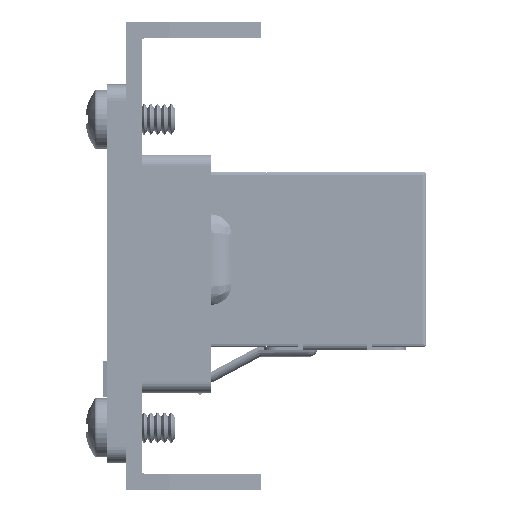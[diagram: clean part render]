
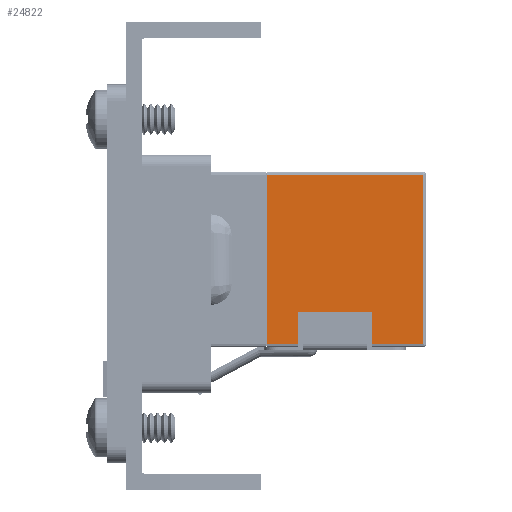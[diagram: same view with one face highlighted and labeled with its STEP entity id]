
A CAD part, left-side view. The second image highlights one B-rep face of the part: STEP entity #24822.
In plain terms, the highlighted face is planar.
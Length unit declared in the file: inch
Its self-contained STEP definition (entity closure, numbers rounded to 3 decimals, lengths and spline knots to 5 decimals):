
#15450 = AXIS2_PLACEMENT_3D ( 'NONE', #48243, #48244, #48245 ) ;
#22269 = LINE ( 'NONE', #32742, #22271 ) ;
#22271 = VECTOR ( 'NONE', #32773, 39.37008 ) ;
#22279 = LINE ( 'NONE', #32835, #22281 ) ;
#22281 = VECTOR ( 'NONE', #32872, 39.37008 ) ;
#22282 = LINE ( 'NONE', #32893, #22285 ) ;
#22285 = VECTOR ( 'NONE', #32905, 39.37008 ) ;
#22291 = LINE ( 'NONE', #32966, #22294 ) ;
#22294 = VECTOR ( 'NONE', #32969, 39.37008 ) ;
#22299 = LINE ( 'NONE', #32998, #22302 ) ;
#22302 = VECTOR ( 'NONE', #33001, 39.37008 ) ;
#22304 = LINE ( 'NONE', #33023, #22305 ) ;
#22305 = VECTOR ( 'NONE', #33038, 39.37008 ) ;
#22315 = LINE ( 'NONE', #33062, #22318 ) ;
#22318 = VECTOR ( 'NONE', #33065, 39.37008 ) ;
#22325 = LINE ( 'NONE', #33089, #22327 ) ;
#22327 = VECTOR ( 'NONE', #33106, 39.37008 ) ;
#22665 = EDGE_CURVE ( 'NONE', #45594, #45618, #22269, .T. ) ;
#22676 = EDGE_CURVE ( 'NONE', #45630, #45597, #22279, .T. ) ;
#22680 = EDGE_CURVE ( 'NONE', #45597, #45594, #22282, .T. ) ;
#22691 = EDGE_CURVE ( 'NONE', #45616, #45612, #22291, .T. ) ;
#22697 = EDGE_CURVE ( 'NONE', #45630, #45616, #22299, .T. ) ;
#22702 = EDGE_CURVE ( 'NONE', #45612, #45610, #22304, .T. ) ;
#22711 = EDGE_CURVE ( 'NONE', #45629, #45610, #22315, .T. ) ;
#22718 = EDGE_CURVE ( 'NONE', #45629, #45618, #22325, .T. ) ;
#24822 = ADVANCED_FACE ( 'NONE', ( #53708 ), #48241, .F. ) ;
#32742 = CARTESIAN_POINT ( 'NONE',  ( 0.28937, 0.59055, -0.31299 ) ) ;
#32773 = DIRECTION ( 'NONE',  ( 0., 1., 0. ) ) ;
#32835 = CARTESIAN_POINT ( 'NONE',  ( 0.28937, 0.59055, 0.31299 ) ) ;
#32872 = DIRECTION ( 'NONE',  ( 0., -1., 0. ) ) ;
#32893 = CARTESIAN_POINT ( 'NONE',  ( 0.28937, -0.57874, -0.3248 ) ) ;
#32905 = DIRECTION ( 'NONE',  ( 0., 0., -1. ) ) ;
#32966 = CARTESIAN_POINT ( 'NONE',  ( 0.28937, -0.38924, 0.19488 ) ) ;
#32969 = DIRECTION ( 'NONE',  ( 0., 1., 0. ) ) ;
#32998 = CARTESIAN_POINT ( 'NONE',  ( 0.28937, -0.38924, 0.3248 ) ) ;
#33001 = DIRECTION ( 'NONE',  ( 0., 0., -1. ) ) ;
#33023 = CARTESIAN_POINT ( 'NONE',  ( 0.28937, -0.11487, 0.3248 ) ) ;
#33024 = EDGE_LOOP ( 'NONE', ( #58675, #58678, #58680, #58682, #58684, #58686, #58688, #58691 ) ) ;
#33038 = DIRECTION ( 'NONE',  ( 0., 0., 1. ) ) ;
#33062 = CARTESIAN_POINT ( 'NONE',  ( 0.28937, 0.59055, 0.31299 ) ) ;
#33065 = DIRECTION ( 'NONE',  ( 0., -1., 0. ) ) ;
#33089 = CARTESIAN_POINT ( 'NONE',  ( 0.28937, -0.00197, 0.3248 ) ) ;
#33106 = DIRECTION ( 'NONE',  ( 0., 0., -1. ) ) ;
#34935 = CARTESIAN_POINT ( 'NONE',  ( 0.28937, -0.57874, -0.31299 ) ) ;
#34944 = CARTESIAN_POINT ( 'NONE',  ( 0.28937, -0.57874, 0.31299 ) ) ;
#34946 = CARTESIAN_POINT ( 'NONE',  ( 0.28937, -0.11487, 0.31299 ) ) ;
#34950 = CARTESIAN_POINT ( 'NONE',  ( 0.28937, -0.38924, 0.19488 ) ) ;
#34954 = CARTESIAN_POINT ( 'NONE',  ( 0.28937, -0.11487, 0.19488 ) ) ;
#34955 = CARTESIAN_POINT ( 'NONE',  ( 0.28937, -0.00197, 0.31299 ) ) ;
#34957 = CARTESIAN_POINT ( 'NONE',  ( 0.28937, -0.00197, -0.31299 ) ) ;
#34965 = CARTESIAN_POINT ( 'NONE',  ( 0.28937, -0.38924, 0.31299 ) ) ;
#45594 = VERTEX_POINT ( 'NONE', #34935 ) ;
#45597 = VERTEX_POINT ( 'NONE', #34944 ) ;
#45610 = VERTEX_POINT ( 'NONE', #34946 ) ;
#45612 = VERTEX_POINT ( 'NONE', #34954 ) ;
#45616 = VERTEX_POINT ( 'NONE', #34950 ) ;
#45618 = VERTEX_POINT ( 'NONE', #34957 ) ;
#45629 = VERTEX_POINT ( 'NONE', #34955 ) ;
#45630 = VERTEX_POINT ( 'NONE', #34965 ) ;
#48241 = PLANE ( 'NONE',  #15450 ) ;
#48243 = CARTESIAN_POINT ( 'NONE',  ( 0.28937, 0.59055, -0.3248 ) ) ;
#48244 = DIRECTION ( 'NONE',  ( -1., 0., 0. ) ) ;
#48245 = DIRECTION ( 'NONE',  ( 0., 0., 1. ) ) ;
#53708 = FACE_OUTER_BOUND ( 'NONE', #33024, .T. ) ;
#58675 = ORIENTED_EDGE ( 'NONE', *, *, #22718, .F. ) ;
#58678 = ORIENTED_EDGE ( 'NONE', *, *, #22711, .T. ) ;
#58680 = ORIENTED_EDGE ( 'NONE', *, *, #22702, .F. ) ;
#58682 = ORIENTED_EDGE ( 'NONE', *, *, #22691, .F. ) ;
#58684 = ORIENTED_EDGE ( 'NONE', *, *, #22697, .F. ) ;
#58686 = ORIENTED_EDGE ( 'NONE', *, *, #22676, .T. ) ;
#58688 = ORIENTED_EDGE ( 'NONE', *, *, #22680, .T. ) ;
#58691 = ORIENTED_EDGE ( 'NONE', *, *, #22665, .T. ) ;
